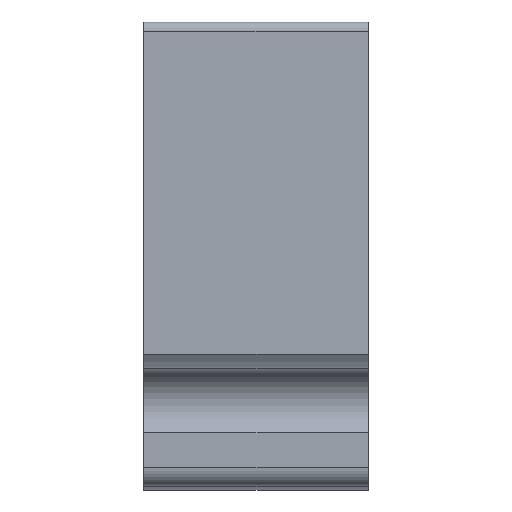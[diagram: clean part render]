
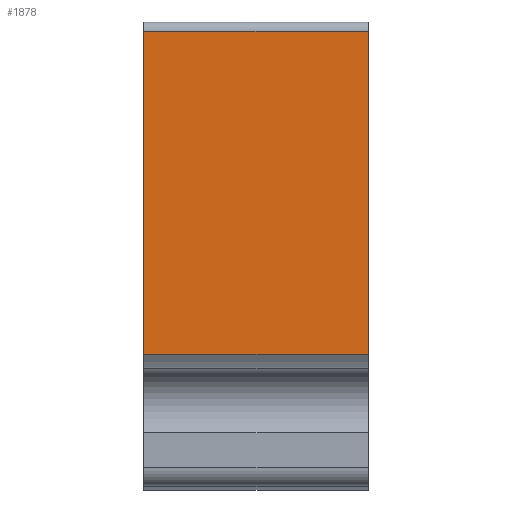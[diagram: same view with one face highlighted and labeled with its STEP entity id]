
A CAD part, left-side view. The second image highlights one B-rep face of the part: STEP entity #1878.
In plain terms, the highlighted planar face has unit normal (-1, 0, 0).
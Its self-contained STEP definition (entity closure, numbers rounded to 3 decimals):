
#109=LINE('',#2963,#278);
#162=LINE('',#3134,#331);
#175=LINE('',#3171,#344);
#177=LINE('',#3174,#346);
#278=VECTOR('',#2373,17.257);
#331=VECTOR('',#2490,17.257);
#344=VECTOR('',#2525,12.);
#346=VECTOR('',#2529,12.);
#419=PLANE('',#2050);
#561=FACE_OUTER_BOUND('',#680,.T.);
#680=EDGE_LOOP('',(#1592,#1593,#1594,#1595));
#883=VERTEX_POINT('',#2960);
#884=VERTEX_POINT('',#2962);
#927=VERTEX_POINT('',#3131);
#928=VERTEX_POINT('',#3133);
#1090=EDGE_CURVE('',#883,#884,#109,.T.);
#1155=EDGE_CURVE('',#927,#928,#162,.T.);
#1175=EDGE_CURVE('',#928,#883,#175,.T.);
#1177=EDGE_CURVE('',#927,#884,#177,.T.);
#1592=ORIENTED_EDGE('',*,*,#1175,.F.);
#1593=ORIENTED_EDGE('',*,*,#1155,.F.);
#1594=ORIENTED_EDGE('',*,*,#1177,.T.);
#1595=ORIENTED_EDGE('',*,*,#1090,.F.);
#1878=ADVANCED_FACE('',(#561),#419,.T.);
#2050=AXIS2_PLACEMENT_3D('',#3173,#2527,#2528);
#2373=DIRECTION('',(0.,0.,-1.));
#2490=DIRECTION('',(0.,0.,1.));
#2525=DIRECTION('',(0.,-1.,0.));
#2527=DIRECTION('center_axis',(-1.,0.,0.));
#2528=DIRECTION('ref_axis',(0.,0.,-1.));
#2529=DIRECTION('',(0.,-1.,0.));
#2960=CARTESIAN_POINT('',(-21.251,-7.132,12.521));
#2962=CARTESIAN_POINT('',(-21.251,-7.132,-4.736));
#2963=CARTESIAN_POINT('',(-21.251,-7.132,-11.979));
#3131=CARTESIAN_POINT('',(-21.251,4.868,-4.736));
#3133=CARTESIAN_POINT('',(-21.251,4.868,12.521));
#3134=CARTESIAN_POINT('',(-21.251,4.868,-11.979));
#3171=CARTESIAN_POINT('',(-21.251,-1.132,12.521));
#3173=CARTESIAN_POINT('Origin',(-21.251,-1.132,13.021));
#3174=CARTESIAN_POINT('',(-21.251,-7.132,-4.736));
